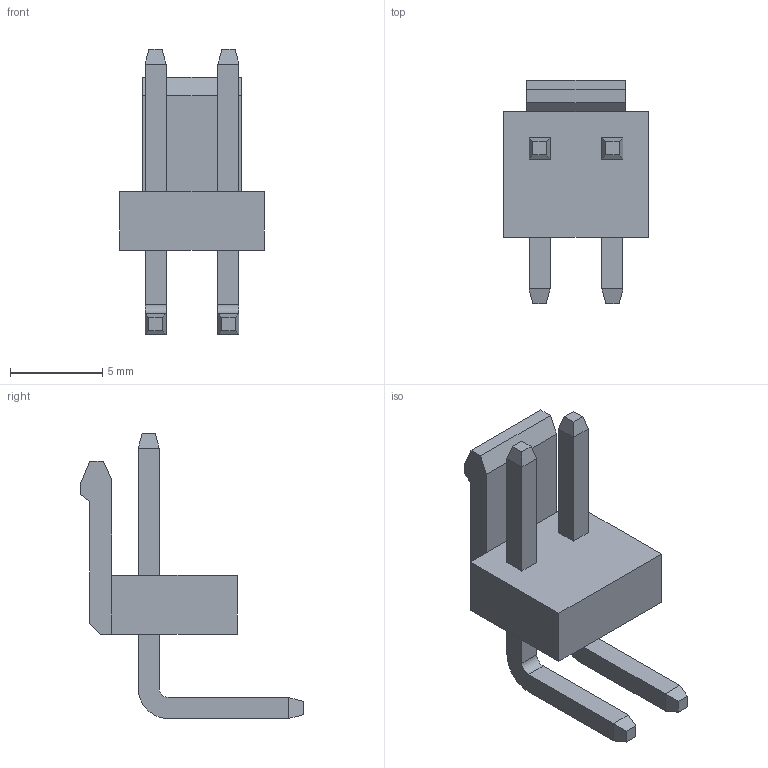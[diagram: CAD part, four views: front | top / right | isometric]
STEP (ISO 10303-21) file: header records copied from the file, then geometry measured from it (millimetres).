
FILE_DESCRIPTION (( 'STEP AP214' ), '1' );
FILE_NAME ('B2PS-VH(LF)(SN).STEP', '2023-10-04T18:16:21', ( '' ), ( '' ), 'SwSTEP 2.0', 'SolidWorks 2021', '' );
FILE_SCHEMA (( 'AUTOMOTIVE_DESIGN' ));
Length unit declared in the file: millimetre
Products named in the file (1): B2PS-VH(LF)(SN)
Bounding box: 7.86 x 12.1 x 15.47 mm (x, y, z)
Volume: 282.7 mm3; surface area: 533.2 mm2
Topology: 3 solids, 3 shells, 61 faces, 147 edges, 92 vertices
Faces by surface type: plane 57, cylinder 4
Entity records: 1785 total; most frequent: CARTESIAN_POINT 301, ORIENTED_EDGE 294, DIRECTION 279, EDGE_CURVE 147, LINE 139, VECTOR 139, VERTEX_POINT 92, AXIS2_PLACEMENT_3D 70
